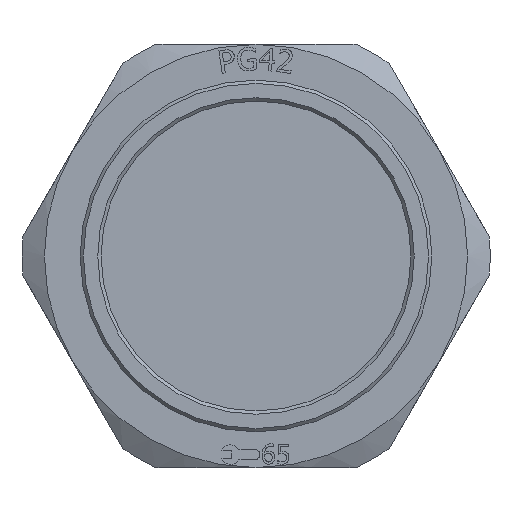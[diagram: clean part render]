
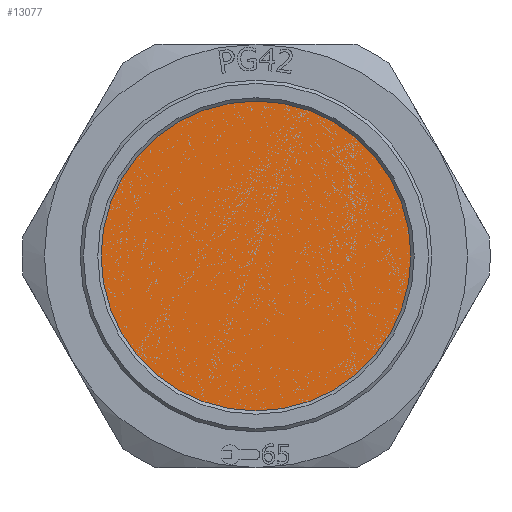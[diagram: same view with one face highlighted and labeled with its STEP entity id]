
A CAD part, front view. The second image highlights one B-rep face of the part: STEP entity #13077.
In plain terms, the highlighted planar face has unit normal (0, -1, 0).
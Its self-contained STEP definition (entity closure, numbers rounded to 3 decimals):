
#4128=FACE_OUTER_BOUND('',#4762,.T.);
#4762=EDGE_LOOP('',(#12307));
#5097=CIRCLE('',#13891,27.);
#6474=VERTEX_POINT('',#28603);
#8419=EDGE_CURVE('',#6474,#6474,#5097,.T.);
#12307=ORIENTED_EDGE('',*,*,#8419,.T.);
#12474=PLANE('',#13890);
#13077=ADVANCED_FACE('',(#4128),#12474,.T.);
#13890=AXIS2_PLACEMENT_3D('',#28602,#16285,#16286);
#13891=AXIS2_PLACEMENT_3D('',#28604,#16287,#16288);
#16285=DIRECTION('center_axis',(0.,-1.,0.));
#16286=DIRECTION('ref_axis',(0.,0.,-1.));
#16287=DIRECTION('center_axis',(0.,-1.,0.));
#16288=DIRECTION('ref_axis',(0.,0.,1.));
#28602=CARTESIAN_POINT('Origin',(-12.634,-11.608,0.));
#28603=CARTESIAN_POINT('',(-12.634,-11.608,-27.));
#28604=CARTESIAN_POINT('Origin',(-12.634,-11.608,0.));
